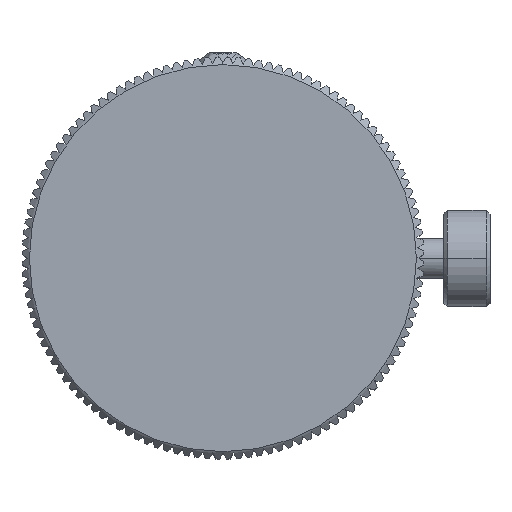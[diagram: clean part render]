
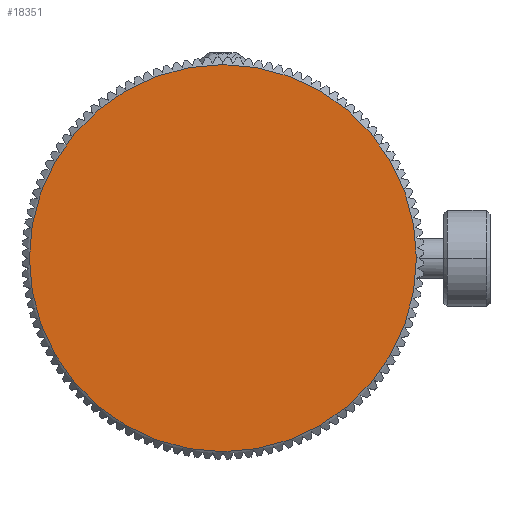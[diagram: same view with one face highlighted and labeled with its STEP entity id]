
A CAD part, top view. The second image highlights one B-rep face of the part: STEP entity #18351.
In plain terms, the highlighted planar face has unit normal (0, 0, 1).
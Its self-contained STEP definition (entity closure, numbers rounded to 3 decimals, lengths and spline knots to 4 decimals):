
#5502 = AXIS2_PLACEMENT_3D ( 'NONE', #54038, #54039, #54040 ) ;
#11965 = EDGE_CURVE ( 'NONE', #41333, #41309, #29911, .T. ) ;
#18351 = ADVANCED_FACE ( 'NONE', ( #31969 ), #26735, .F. ) ;
#25264 = CARTESIAN_POINT ( 'NONE',  ( 0., 0., 24.5047 ) ) ;
#25266 = DIRECTION ( 'NONE',  ( 0., 0., -1. ) ) ;
#25267 = DIRECTION ( 'NONE',  ( 0., 1., 0. ) ) ;
#26730 = CARTESIAN_POINT ( 'NONE',  ( 0., 0., 24.5047 ) ) ;
#26735 = PLANE ( 'NONE',  #35341 ) ;
#26739 = DIRECTION ( 'NONE',  ( 0., 0., -1. ) ) ;
#26740 = DIRECTION ( 'NONE',  ( -1., 0., 0. ) ) ;
#29177 = EDGE_LOOP ( 'NONE', ( #49333, #49314 ) ) ;
#29911 = CIRCLE ( 'NONE', #35234, 1.9876 ) ;
#31969 = FACE_OUTER_BOUND ( 'NONE', #29177, .T. ) ;
#35234 = AXIS2_PLACEMENT_3D ( 'NONE', #25264, #25266, #25267 ) ;
#35341 = AXIS2_PLACEMENT_3D ( 'NONE', #26730, #26739, #26740 ) ;
#41309 = VERTEX_POINT ( 'NONE', #49920 ) ;
#41333 = VERTEX_POINT ( 'NONE', #49931 ) ;
#41939 = EDGE_CURVE ( 'NONE', #41309, #41333, #46979, .T. ) ;
#46979 = CIRCLE ( 'NONE', #5502, 1.9876 ) ;
#49314 = ORIENTED_EDGE ( 'NONE', *, *, #11965, .F. ) ;
#49333 = ORIENTED_EDGE ( 'NONE', *, *, #41939, .F. ) ;
#49920 = CARTESIAN_POINT ( 'NONE',  ( 0., 1.9875, 24.5047 ) ) ;
#49931 = CARTESIAN_POINT ( 'NONE',  ( 0., -1.9876, 24.5047 ) ) ;
#54038 = CARTESIAN_POINT ( 'NONE',  ( 0., 0., 24.5047 ) ) ;
#54039 = DIRECTION ( 'NONE',  ( 0., 0., -1. ) ) ;
#54040 = DIRECTION ( 'NONE',  ( 0., 1., 0. ) ) ;
